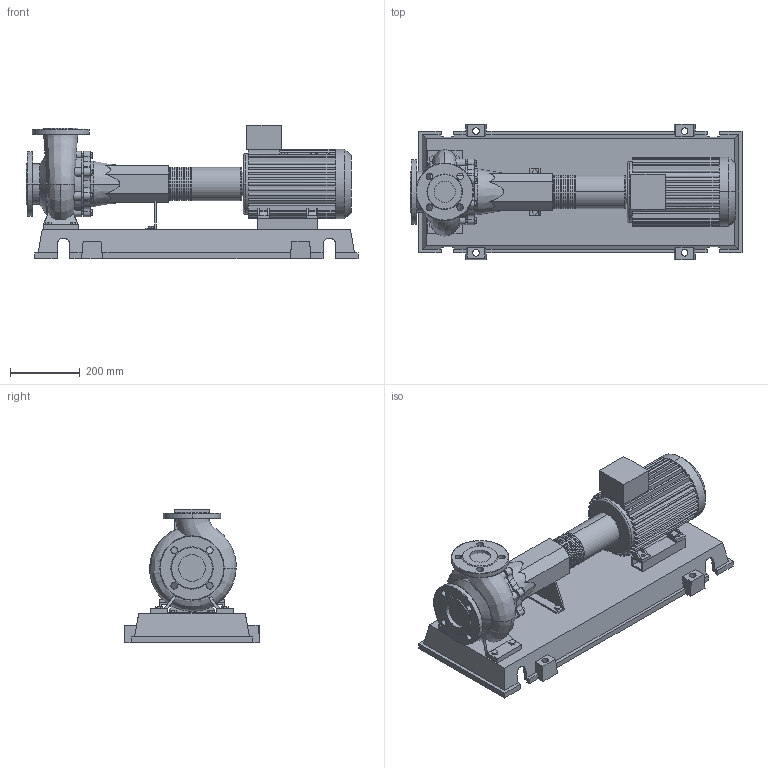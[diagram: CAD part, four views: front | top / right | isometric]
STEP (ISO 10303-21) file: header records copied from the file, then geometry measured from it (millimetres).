
FILE_DESCRIPTION((''),'2;1');
FILE_NAME('3d_NL50_125-3-2-12-4109043.stp','2015-03-03T07:12:07',(''),(''),'Mechanical Desktop 2009','Mechanical Desktop 2009',', , ');
FILE_SCHEMA(('CONFIG_CONTROL_DESIGN'));
Length unit declared in the file: millimetre
Products named in the file (1): Product
Bounding box: 955 x 390 x 384 mm (x, y, z)
Volume: 24723203.1 mm3; surface area: 2199432.2 mm2
Topology: 13 solids, 13 shells, 822 faces, 2174 edges, 1429 vertices
Faces by surface type: plane 424, bspline 197, cylinder 187, cone 8, torus 6
Entity records: 29745 total; most frequent: CARTESIAN_POINT 9455, ORIENTED_EDGE 4350, DIRECTION 3949, EDGE_CURVE 2175, VECTOR 1433, LINE 1433, VERTEX_POINT 1428, AXIS2_PLACEMENT_3D 1258
